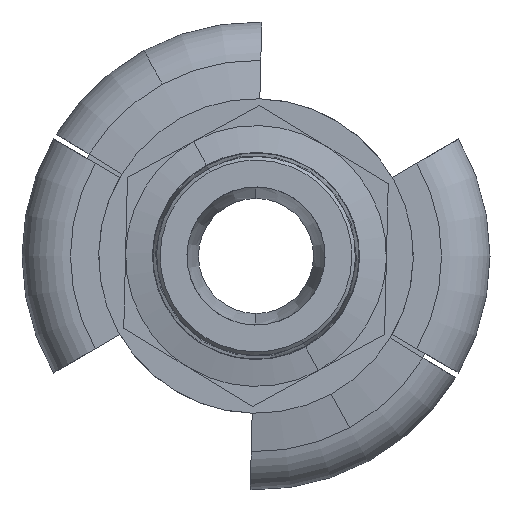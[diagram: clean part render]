
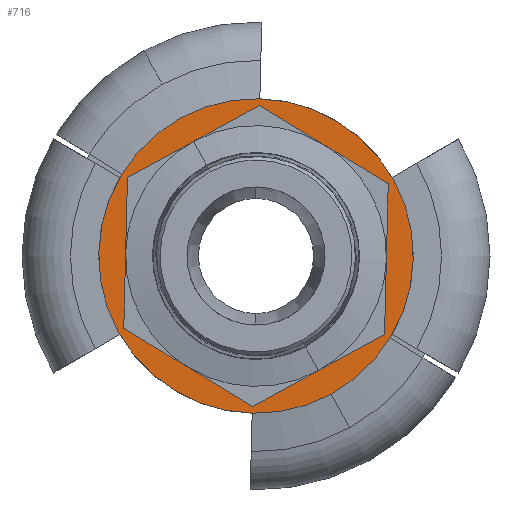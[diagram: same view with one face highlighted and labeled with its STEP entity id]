
A CAD part, left-side view. The second image highlights one B-rep face of the part: STEP entity #716.
In plain terms, the highlighted face is planar.
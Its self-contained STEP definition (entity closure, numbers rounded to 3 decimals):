
#716 = ADVANCED_FACE ( 'NONE', ( #2275, #2271 ), #2270, .T. ) ;
#717 = EDGE_LOOP ( 'NONE', ( #718, #772 ) ) ;
#718 = ORIENTED_EDGE ( 'NONE', *, *, #2802, .F. ) ;
#759 = ORIENTED_EDGE ( 'NONE', *, *, #760, .F. ) ;
#760 = EDGE_CURVE ( 'NONE', #761, #786, #2347, .T. ) ;
#761 = VERTEX_POINT ( 'NONE', #2338 ) ;
#762 = ORIENTED_EDGE ( 'NONE', *, *, #763, .F. ) ;
#763 = EDGE_CURVE ( 'NONE', #777, #761, #2337, .T. ) ;
#772 = ORIENTED_EDGE ( 'NONE', *, *, #2898, .F. ) ;
#773 = EDGE_LOOP ( 'NONE', ( #774, #778, #781, #784, #759, #762 ) ) ;
#774 = ORIENTED_EDGE ( 'NONE', *, *, #775, .F. ) ;
#775 = EDGE_CURVE ( 'NONE', #776, #777, #2378, .T. ) ;
#776 = VERTEX_POINT ( 'NONE', #2374 ) ;
#777 = VERTEX_POINT ( 'NONE', #2373 ) ;
#778 = ORIENTED_EDGE ( 'NONE', *, *, #779, .F. ) ;
#779 = EDGE_CURVE ( 'NONE', #780, #776, #2372, .T. ) ;
#780 = VERTEX_POINT ( 'NONE', #2368 ) ;
#781 = ORIENTED_EDGE ( 'NONE', *, *, #782, .F. ) ;
#782 = EDGE_CURVE ( 'NONE', #783, #780, #2367, .T. ) ;
#783 = VERTEX_POINT ( 'NONE', #2363 ) ;
#784 = ORIENTED_EDGE ( 'NONE', *, *, #785, .F. ) ;
#785 = EDGE_CURVE ( 'NONE', #786, #783, #2426, .T. ) ;
#786 = VERTEX_POINT ( 'NONE', #2422 ) ;
#2264 = DIRECTION ( 'NONE',  ( 0., 0., -1. ) ) ;
#2265 = DIRECTION ( 'NONE',  ( 1., 0., 0. ) ) ;
#2266 = AXIS2_PLACEMENT_3D ( 'NONE', #2269, #2265, #2264 ) ;
#2269 = CARTESIAN_POINT ( 'NONE',  ( 12.481, 0., 0. ) ) ;
#2270 = PLANE ( 'NONE',  #2266 ) ;
#2271 = FACE_BOUND ( 'NONE', #773, .T. ) ;
#2275 = FACE_OUTER_BOUND ( 'NONE', #717, .T. ) ;
#2334 = DIRECTION ( 'NONE',  ( 0., 0., -1. ) ) ;
#2335 = VECTOR ( 'NONE', #2334, 1000. ) ;
#2336 = CARTESIAN_POINT ( 'NONE',  ( 12.481, -17., 9.815 ) ) ;
#2337 = LINE ( 'NONE', #2336, #2335 ) ;
#2338 = CARTESIAN_POINT ( 'NONE',  ( 12.481, -17., -9.815 ) ) ;
#2339 = DIRECTION ( 'NONE',  ( 0., 0.866, -0.5 ) ) ;
#2340 = VECTOR ( 'NONE', #2339, 1000. ) ;
#2341 = CARTESIAN_POINT ( 'NONE',  ( 12.481, -17., -9.815 ) ) ;
#2347 = LINE ( 'NONE', #2341, #2340 ) ;
#2363 = CARTESIAN_POINT ( 'NONE',  ( 12.481, 17., -9.815 ) ) ;
#2364 = DIRECTION ( 'NONE',  ( 0., 0., 1. ) ) ;
#2365 = VECTOR ( 'NONE', #2364, 1000. ) ;
#2366 = CARTESIAN_POINT ( 'NONE',  ( 12.481, 17., -9.815 ) ) ;
#2367 = LINE ( 'NONE', #2366, #2365 ) ;
#2368 = CARTESIAN_POINT ( 'NONE',  ( 12.481, 17., 9.815 ) ) ;
#2369 = DIRECTION ( 'NONE',  ( 0., -0.866, 0.5 ) ) ;
#2370 = VECTOR ( 'NONE', #2369, 1000. ) ;
#2371 = CARTESIAN_POINT ( 'NONE',  ( 12.481, 17., 9.815 ) ) ;
#2372 = LINE ( 'NONE', #2371, #2370 ) ;
#2373 = CARTESIAN_POINT ( 'NONE',  ( 12.481, -17., 9.815 ) ) ;
#2374 = CARTESIAN_POINT ( 'NONE',  ( 12.481, 0., 19.63 ) ) ;
#2375 = DIRECTION ( 'NONE',  ( 0., -0.866, -0.5 ) ) ;
#2376 = VECTOR ( 'NONE', #2375, 1000. ) ;
#2377 = CARTESIAN_POINT ( 'NONE',  ( 12.481, 0., 19.63 ) ) ;
#2378 = LINE ( 'NONE', #2377, #2376 ) ;
#2422 = CARTESIAN_POINT ( 'NONE',  ( 12.481, 0., -19.63 ) ) ;
#2423 = DIRECTION ( 'NONE',  ( 0., 0.866, 0.5 ) ) ;
#2424 = VECTOR ( 'NONE', #2423, 1000. ) ;
#2425 = CARTESIAN_POINT ( 'NONE',  ( 12.481, 0., -19.63 ) ) ;
#2426 = LINE ( 'NONE', #2425, #2424 ) ;
#2802 = EDGE_CURVE ( 'NONE', #2899, #2897, #3807, .T. ) ;
#2897 = VERTEX_POINT ( 'NONE', #4033 ) ;
#2898 = EDGE_CURVE ( 'NONE', #2897, #2899, #4032, .T. ) ;
#2899 = VERTEX_POINT ( 'NONE', #4027 ) ;
#3803 = DIRECTION ( 'NONE',  ( 0., 0., -1. ) ) ;
#3804 = DIRECTION ( 'NONE',  ( -1., 0., 0. ) ) ;
#3806 = AXIS2_PLACEMENT_3D ( 'NONE', #3814, #3804, #3803 ) ;
#3807 = CIRCLE ( 'NONE', #3806, 20.5 ) ;
#3814 = CARTESIAN_POINT ( 'NONE',  ( 12.481, 0., 0. ) ) ;
#4027 = CARTESIAN_POINT ( 'NONE',  ( 12.481, 20.5, 0. ) ) ;
#4028 = DIRECTION ( 'NONE',  ( 0., 0., -1. ) ) ;
#4029 = DIRECTION ( 'NONE',  ( -1., 0., 0. ) ) ;
#4030 = CARTESIAN_POINT ( 'NONE',  ( 12.481, 0., 0. ) ) ;
#4031 = AXIS2_PLACEMENT_3D ( 'NONE', #4030, #4029, #4028 ) ;
#4032 = CIRCLE ( 'NONE', #4031, 20.5 ) ;
#4033 = CARTESIAN_POINT ( 'NONE',  ( 12.481, -20.5, 0. ) ) ;
